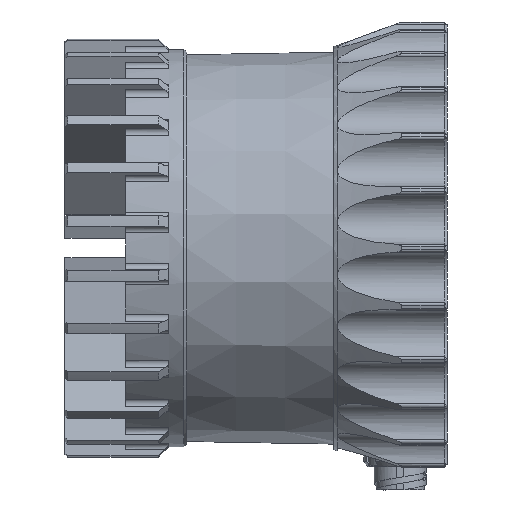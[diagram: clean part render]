
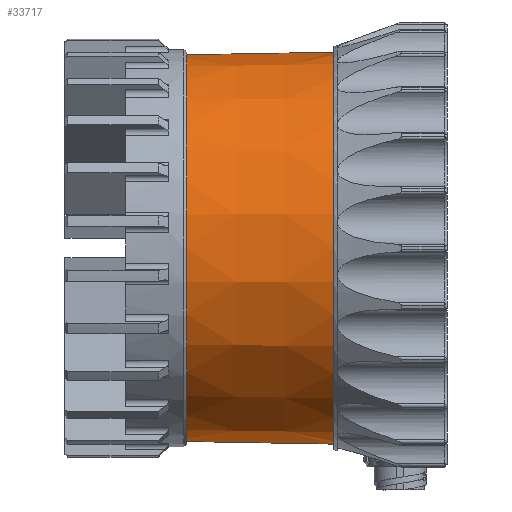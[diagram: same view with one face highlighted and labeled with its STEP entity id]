
A CAD part, left-side view. The second image highlights one B-rep face of the part: STEP entity #33717.
In plain terms, the highlighted conical face has half-angle 1 degrees and reference radius 37.194 mm.
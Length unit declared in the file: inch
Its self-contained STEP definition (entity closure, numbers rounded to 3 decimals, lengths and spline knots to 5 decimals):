
#1395 = DIRECTION ( 'NONE',  ( 0., 0., 1. ) ) ;
#1746 = CARTESIAN_POINT ( 'NONE',  ( 0., 1.97244, 0. ) ) ;
#3359 = EDGE_CURVE ( 'NONE', #32680, #40672, #5670, .T. ) ;
#5670 = LINE ( 'NONE', #38145, #53036 ) ;
#5861 = CIRCLE ( 'NONE', #39604, 1.48381 ) ;
#8779 = VERTEX_POINT ( 'NONE', #22623 ) ;
#9032 = CARTESIAN_POINT ( 'NONE',  ( 0., 0.8563, -1.48381 ) ) ;
#10882 = EDGE_CURVE ( 'Defeatured_0_3+Defeatured_0_4+Defeatured_0_4+Defeatured_0_4', #8779, #40672, #5861, .T. ) ;
#15142 = DIRECTION ( 'NONE',  ( 0., -1., 0.017 ) ) ;
#15521 = DIRECTION ( 'NONE',  ( 0., 0., -1. ) ) ;
#15982 = DIRECTION ( 'NONE',  ( 0., 0., -1. ) ) ;
#19865 = CARTESIAN_POINT ( 'NONE',  ( 0., 1.97244, 0. ) ) ;
#20664 = CIRCLE ( 'NONE', #32683, 1.46432 ) ;
#20869 = FACE_OUTER_BOUND ( 'NONE', #52385, .T. ) ;
#22623 = CARTESIAN_POINT ( 'NONE',  ( 0., 0.8563, 1.48381 ) ) ;
#24385 = DIRECTION ( 'NONE',  ( 0., -1., 0. ) ) ;
#27541 = ORIENTED_EDGE ( 'NONE', *, *, #48269, .F. ) ;
#32680 = VERTEX_POINT ( 'NONE', #38235 ) ;
#32683 = AXIS2_PLACEMENT_3D ( 'NONE', #19865, #24385, #1395 ) ;
#33499 = DIRECTION ( 'NONE',  ( 0., -1., -0.017 ) ) ;
#33717 = ADVANCED_FACE ( 'Defeatured_0_4', ( #20869 ), #56951, .T. ) ;
#34049 = VECTOR ( 'NONE', #15142, 39.37008 ) ;
#35831 = ORIENTED_EDGE ( 'NONE', *, *, #10882, .F. ) ;
#36003 = ORIENTED_EDGE ( 'NONE', *, *, #3359, .T. ) ;
#38145 = CARTESIAN_POINT ( 'NONE',  ( 0., 1.97244, -1.46432 ) ) ;
#38235 = CARTESIAN_POINT ( 'NONE',  ( 0., 1.97244, -1.46432 ) ) ;
#39604 = AXIS2_PLACEMENT_3D ( 'NONE', #51821, #51629, #15982 ) ;
#40672 = VERTEX_POINT ( 'NONE', #9032 ) ;
#41643 = DIRECTION ( 'NONE',  ( 0., -1., 0. ) ) ;
#42216 = ORIENTED_EDGE ( 'NONE', *, *, #57210, .T. ) ;
#43065 = AXIS2_PLACEMENT_3D ( 'NONE', #1746, #41643, #15521 ) ;
#45820 = LINE ( 'NONE', #55258, #34049 ) ;
#48269 = EDGE_CURVE ( 'NONE', #49935, #8779, #45820, .T. ) ;
#49935 = VERTEX_POINT ( 'NONE', #53989 ) ;
#51629 = DIRECTION ( 'NONE',  ( 0., -1., 0. ) ) ;
#51821 = CARTESIAN_POINT ( 'NONE',  ( 0., 0.8563, 0. ) ) ;
#52385 = EDGE_LOOP ( 'NONE', ( #27541, #42216, #36003, #35831 ) ) ;
#53036 = VECTOR ( 'NONE', #33499, 39.37008 ) ;
#53989 = CARTESIAN_POINT ( 'NONE',  ( 0., 1.97244, 1.46432 ) ) ;
#55258 = CARTESIAN_POINT ( 'NONE',  ( 0., 1.97244, 1.46432 ) ) ;
#56951 = CONICAL_SURFACE ( 'NONE', #43065, 1.46432, 0.017 ) ;
#57210 = EDGE_CURVE ( 'Defeatured_0_4+Defeatured_0_302+Defeatured_0_302+Defeatured_0_302', #49935, #32680, #20664, .T. ) ;
